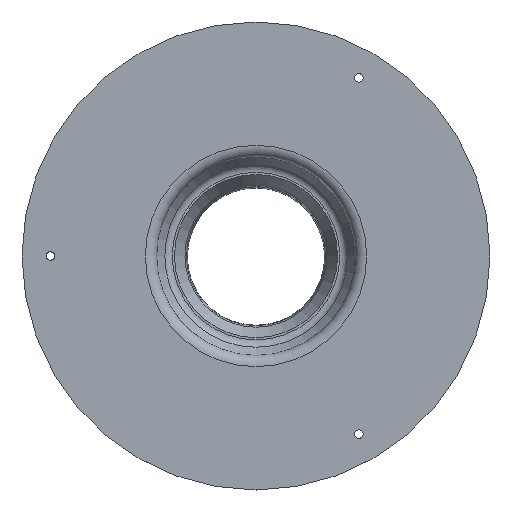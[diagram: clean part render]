
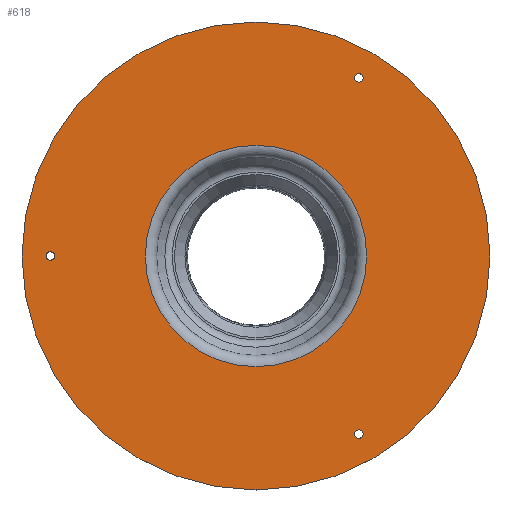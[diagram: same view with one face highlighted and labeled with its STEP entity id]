
A CAD part, top view. The second image highlights one B-rep face of the part: STEP entity #618.
In plain terms, the highlighted planar face has unit normal (0, 0, 1).
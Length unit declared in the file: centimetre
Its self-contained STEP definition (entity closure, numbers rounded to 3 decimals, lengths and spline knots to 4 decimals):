
#24=FACE_BOUND('',#131,.T.);
#25=FACE_BOUND('',#132,.T.);
#26=FACE_BOUND('',#133,.T.);
#27=FACE_BOUND('',#134,.T.);
#34=PLANE('',#722);
#93=FACE_OUTER_BOUND('',#130,.T.);
#130=EDGE_LOOP('',(#554));
#131=EDGE_LOOP('',(#555));
#132=EDGE_LOOP('',(#556));
#133=EDGE_LOOP('',(#557));
#134=EDGE_LOOP('',(#558));
#235=CIRCLE('',#702,3.);
#237=CIRCLE('',#705,3.);
#239=CIRCLE('',#708,3.);
#246=CIRCLE('',#720,78.0417);
#248=CIRCLE('',#723,165.);
#297=VERTEX_POINT('',#1107);
#299=VERTEX_POINT('',#1113);
#301=VERTEX_POINT('',#1119);
#307=VERTEX_POINT('',#1139);
#308=VERTEX_POINT('',#1143);
#377=EDGE_CURVE('',#297,#297,#235,.T.);
#380=EDGE_CURVE('',#299,#299,#237,.T.);
#383=EDGE_CURVE('',#301,#301,#239,.T.);
#392=EDGE_CURVE('',#307,#307,#246,.T.);
#394=EDGE_CURVE('',#308,#308,#248,.T.);
#554=ORIENTED_EDGE('',*,*,#394,.F.);
#555=ORIENTED_EDGE('',*,*,#377,.T.);
#556=ORIENTED_EDGE('',*,*,#380,.T.);
#557=ORIENTED_EDGE('',*,*,#383,.T.);
#558=ORIENTED_EDGE('',*,*,#392,.T.);
#618=ADVANCED_FACE('',(#93,#24,#25,#26,#27),#34,.T.);
#702=AXIS2_PLACEMENT_3D('',#1108,#902,#903);
#705=AXIS2_PLACEMENT_3D('',#1114,#909,#910);
#708=AXIS2_PLACEMENT_3D('',#1120,#916,#917);
#720=AXIS2_PLACEMENT_3D('',#1140,#942,#943);
#722=AXIS2_PLACEMENT_3D('',#1142,#946,#947);
#723=AXIS2_PLACEMENT_3D('',#1144,#948,#949);
#902=DIRECTION('center_axis',(0.,0.,
-1.));
#903=DIRECTION('ref_axis',(0.,-1.,0.));
#909=DIRECTION('center_axis',(0.,0.,
-1.));
#910=DIRECTION('ref_axis',(0.,-1.,0.));
#916=DIRECTION('center_axis',(0.,0.,
-1.));
#917=DIRECTION('ref_axis',(0.,-1.,0.));
#942=DIRECTION('center_axis',(0.,0.,
-1.));
#943=DIRECTION('ref_axis',(0.,-1.,0.));
#946=DIRECTION('center_axis',(0.,0.,
1.));
#947=DIRECTION('ref_axis',(-1.,0.,0.));
#948=DIRECTION('center_axis',(0.,0.,
-1.));
#949=DIRECTION('ref_axis',(0.,-1.,0.));
#1107=CARTESIAN_POINT('',(72.5,128.5737,270.));
#1108=CARTESIAN_POINT('Origin',(72.5,125.5737,270.));
#1113=CARTESIAN_POINT('',(72.5,-122.5737,270.));
#1114=CARTESIAN_POINT('Origin',(72.5,-125.5737,270.));
#1119=CARTESIAN_POINT('',(-145.,3.,270.));
#1120=CARTESIAN_POINT('Origin',(-145.,0.,270.));
#1139=CARTESIAN_POINT('',(-78.0417,0.,270.));
#1140=CARTESIAN_POINT('Origin',(0.,0.,
270.));
#1142=CARTESIAN_POINT('Origin',(0.,-165.,270.));
#1143=CARTESIAN_POINT('',(0.,165.,270.));
#1144=CARTESIAN_POINT('Origin',(0.,0.,270.));
